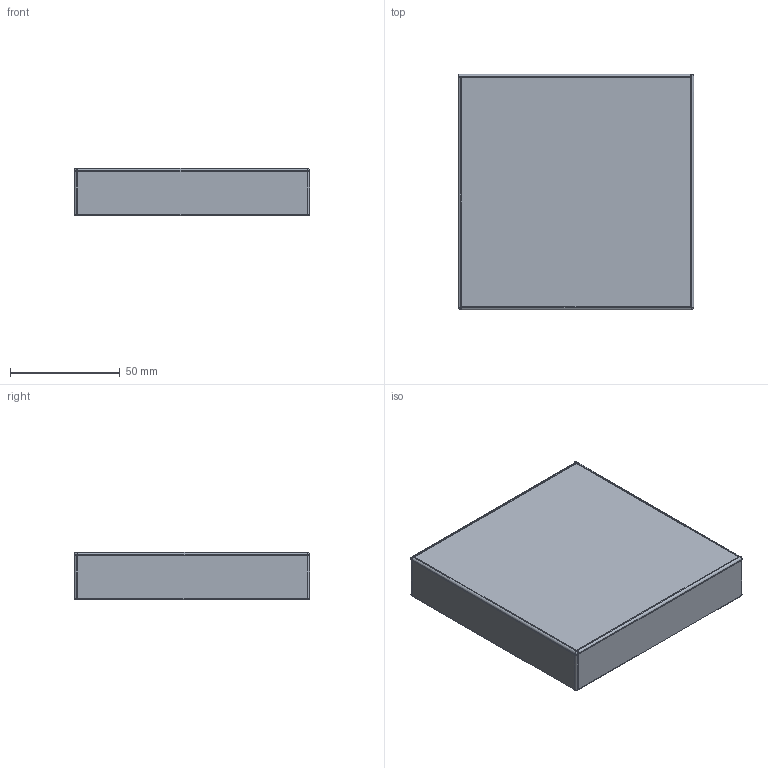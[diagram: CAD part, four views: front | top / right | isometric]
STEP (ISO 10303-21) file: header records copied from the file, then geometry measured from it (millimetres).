
FILE_DESCRIPTION(/* description */ (''),/* implementation_level */ '2;1');
FILE_NAME(/* name */ 'hinged_box_top v2.step',/* time_stamp */ '2024-08-25T21:33:42-07:00',/* author */ (''),/* organization */ (''),/* preprocessor_version */ 'ST-DEVELOPER v20',/* originating_system */ 'Autodesk Translation Framework v13.14.0.145',/* authorisation */ '');
FILE_SCHEMA (('AUTOMOTIVE_DESIGN { 1 0 10303 214 3 1 1 }'));
Length unit declared in the file: millimetre
Products named in the file (1): hinged_box_top
Bounding box: 107.28 x 107.29 x 21.51 mm (x, y, z)
Volume: 74707.3 mm3; surface area: 98805.5 mm2
Topology: 9 solids, 9 shells, 104 faces, 240 edges, 154 vertices
Faces by surface type: plane 73, cylinder 25, bspline 4, sphere 2
Entity records: 2957 total; most frequent: CARTESIAN_POINT 531, DIRECTION 494, ORIENTED_EDGE 480, EDGE_CURVE 240, LINE 188, VECTOR 188, VERTEX_POINT 154, AXIS2_PLACEMENT_3D 153
